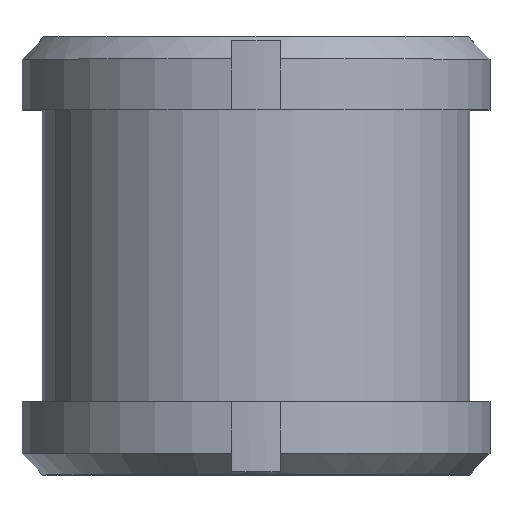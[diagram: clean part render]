
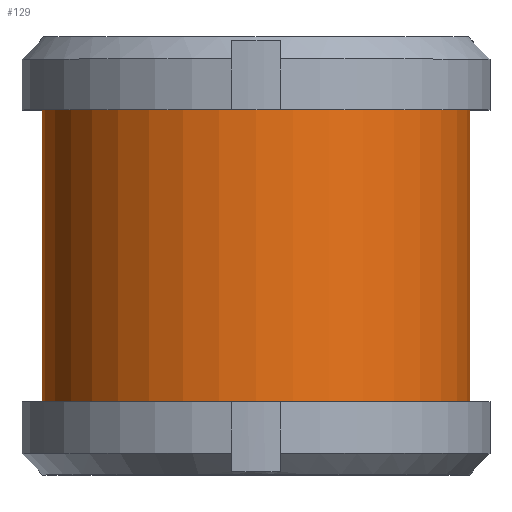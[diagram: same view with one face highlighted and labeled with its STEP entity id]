
A CAD part, top view. The second image highlights one B-rep face of the part: STEP entity #129.
In plain terms, the highlighted cylindrical face has radius 26.375 mm (diameter 52.75 mm), a full revolution.
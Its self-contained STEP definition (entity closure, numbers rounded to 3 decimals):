
#129 = ADVANCED_FACE( '', ( #283, #284 ), #285, .T. );
#283 = FACE_OUTER_BOUND( '', #462, .T. );
#284 = FACE_OUTER_BOUND( '', #463, .T. );
#285 = CYLINDRICAL_SURFACE( '', #464, 26.375 );
#462 = EDGE_LOOP( '', ( #791 ) );
#463 = EDGE_LOOP( '', ( #792 ) );
#464 = AXIS2_PLACEMENT_3D( '', #793, #794, #795 );
#791 = ORIENTED_EDGE( '', *, *, #1100, .T. );
#792 = ORIENTED_EDGE( '', *, *, #1102, .F. );
#793 = CARTESIAN_POINT( '', ( 0., 0., 0. ) );
#794 = DIRECTION( '', ( 0., 1., 0. ) );
#795 = DIRECTION( '', ( 0., 0., -1. ) );
#1100 = EDGE_CURVE( '', #1338, #1338, #1339, .T. );
#1102 = EDGE_CURVE( '', #1341, #1341, #1342, .T. );
#1338 = VERTEX_POINT( '', #1719 );
#1339 = CIRCLE( '', #1720, 26.375 );
#1341 = VERTEX_POINT( '', #1722 );
#1342 = CIRCLE( '', #1723, 26.375 );
#1719 = CARTESIAN_POINT( '', ( 0., 45., -26.375 ) );
#1720 = AXIS2_PLACEMENT_3D( '', #1939, #1940, #1941 );
#1722 = CARTESIAN_POINT( '', ( 0., 9., -26.375 ) );
#1723 = AXIS2_PLACEMENT_3D( '', #1942, #1943, #1944 );
#1939 = CARTESIAN_POINT( '', ( 0., 45., 0. ) );
#1940 = DIRECTION( '', ( 0., -1., 0. ) );
#1941 = DIRECTION( '', ( 0., 0., -1. ) );
#1942 = CARTESIAN_POINT( '', ( 0., 9., 0. ) );
#1943 = DIRECTION( '', ( 0., -1., 0. ) );
#1944 = DIRECTION( '', ( 0., 0., -1. ) );
